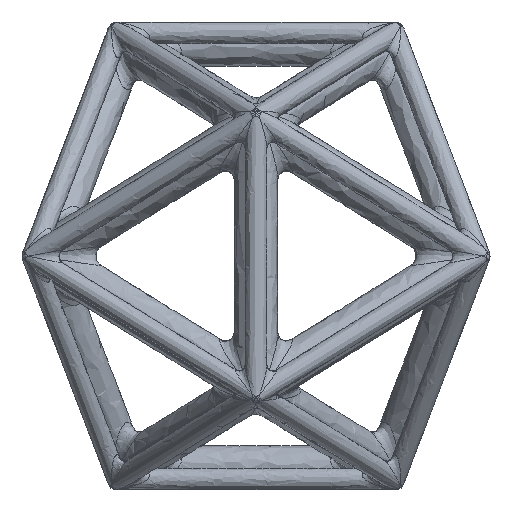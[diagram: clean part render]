
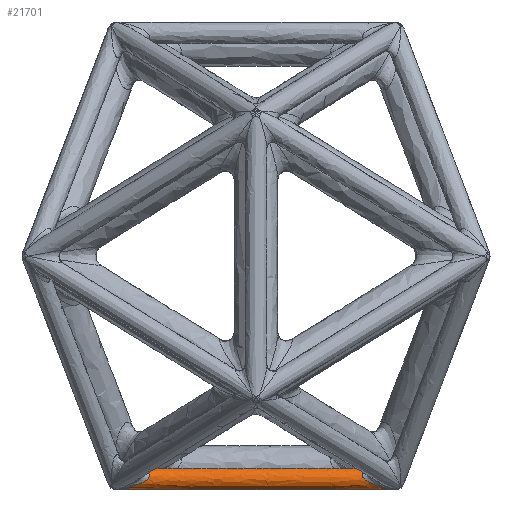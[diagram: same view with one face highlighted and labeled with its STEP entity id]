
A CAD part, front view. The second image highlights one B-rep face of the part: STEP entity #21701.
In plain terms, the highlighted free-form (B-spline) face has degree [2, 1] with [7, 2] control points.
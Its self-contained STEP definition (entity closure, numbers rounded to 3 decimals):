
#10551 = VERTEX_POINT('',#10552);
#10552 = CARTESIAN_POINT('',(139.72,0.,
    -233.304));
#10588 = VERTEX_POINT('',#10589);
#10589 = CARTESIAN_POINT('',(126.309,0.,
    -211.605));
#10626 = VERTEX_POINT('',#10627);
#10627 = CARTESIAN_POINT('',(137.484,3.871,
    -232.59));
#10635 = EDGE_CURVE('',#10626,#10588,#10636,.T.);
#10636 = ( BOUNDED_CURVE() B_SPLINE_CURVE(2,(#10637,#10638,#10639,#10640
,#10641),.UNSPECIFIED.,.F.,.F.) B_SPLINE_CURVE_WITH_KNOTS((3,2,3),(
    4.712,6.101,7.489),
.PIECEWISE_BEZIER_KNOTS.) CURVE() GEOMETRIC_REPRESENTATION_ITEM() 
RATIONAL_B_SPLINE_CURVE((1.,0.769,1.,0.769,1.)) 
REPRESENTATION_ITEM('') );
#10637 = CARTESIAN_POINT('',(137.484,3.871,
    -232.59));
#10638 = CARTESIAN_POINT('',(111.414,12.308,
    -229.368));
#10639 = CARTESIAN_POINT('',(106.684,10.67,
    -220.486));
#10640 = CARTESIAN_POINT('',(101.954,9.031,
    -211.605));
#10641 = CARTESIAN_POINT('',(126.309,0.,
    -211.605));
#10739 = EDGE_CURVE('',#10588,#10740,#10742,.T.);
#10740 = VERTEX_POINT('',#10741);
#10741 = CARTESIAN_POINT('',(137.484,-3.871,
    -232.59));
#10742 = ( BOUNDED_CURVE() B_SPLINE_CURVE(2,(#10743,#10744,#10745,#10746
,#10747),.UNSPECIFIED.,.F.,.F.) B_SPLINE_CURVE_WITH_KNOTS((3,2,3),(
    5.077,6.466,7.854),
.PIECEWISE_BEZIER_KNOTS.) CURVE() GEOMETRIC_REPRESENTATION_ITEM() 
RATIONAL_B_SPLINE_CURVE((1.,0.769,1.,0.769,1.)) 
REPRESENTATION_ITEM('') );
#10743 = CARTESIAN_POINT('',(126.309,0.,
    -211.605));
#10744 = CARTESIAN_POINT('',(101.954,-9.031,
    -211.605));
#10745 = CARTESIAN_POINT('',(106.684,-10.67,
    -220.486));
#10746 = CARTESIAN_POINT('',(111.414,-12.308,
    -229.368));
#10747 = CARTESIAN_POINT('',(137.484,-3.871,
    -232.59));
#11697 = EDGE_CURVE('',#10740,#10551,#11698,.T.);
#11698 = ( BOUNDED_CURVE() B_SPLINE_CURVE(2,(#11699,#11700,#11701),
.UNSPECIFIED.,.F.,.F.) B_SPLINE_CURVE_WITH_KNOTS((3,3),(4.712,
5.077),.PIECEWISE_BEZIER_KNOTS.) CURVE() 
GEOMETRIC_REPRESENTATION_ITEM() RATIONAL_B_SPLINE_CURVE((1.,
0.983,1.)) REPRESENTATION_ITEM('') );
#11699 = CARTESIAN_POINT('',(137.484,-3.871,
    -232.59));
#11700 = CARTESIAN_POINT('',(138.64,-2.002,
    -233.304));
#11701 = CARTESIAN_POINT('',(139.72,0.,
    -233.304));
#11736 = EDGE_CURVE('',#10551,#10626,#11737,.T.);
#11737 = ( BOUNDED_CURVE() B_SPLINE_CURVE(2,(#11738,#11739,#11740),
.UNSPECIFIED.,.F.,.F.) B_SPLINE_CURVE_WITH_KNOTS((3,3),(1.206,
1.571),.PIECEWISE_BEZIER_KNOTS.) CURVE() 
GEOMETRIC_REPRESENTATION_ITEM() RATIONAL_B_SPLINE_CURVE((1.,
0.983,1.)) REPRESENTATION_ITEM('') );
#11738 = CARTESIAN_POINT('',(139.72,0.,
    -233.304));
#11739 = CARTESIAN_POINT('',(138.64,2.002,
    -233.304));
#11740 = CARTESIAN_POINT('',(137.484,3.871,
    -232.59));
#15228 = VERTEX_POINT('',#15229);
#15229 = CARTESIAN_POINT('',(-126.309,0.,
    -211.605));
#15257 = VERTEX_POINT('',#15258);
#15258 = CARTESIAN_POINT('',(-139.72,0.,
    -233.304));
#15292 = VERTEX_POINT('',#15293);
#15293 = CARTESIAN_POINT('',(-137.484,-3.871,
    -232.59));
#15299 = EDGE_CURVE('',#15257,#15292,#15300,.T.);
#15300 = ( BOUNDED_CURVE() B_SPLINE_CURVE(2,(#15301,#15302,#15303),
.UNSPECIFIED.,.F.,.F.) B_SPLINE_CURVE_WITH_KNOTS((3,3),(1.206,
1.571),.PIECEWISE_BEZIER_KNOTS.) CURVE() 
GEOMETRIC_REPRESENTATION_ITEM() RATIONAL_B_SPLINE_CURVE((1.,
0.983,1.)) REPRESENTATION_ITEM('') );
#15301 = CARTESIAN_POINT('',(-139.72,0.,
    -233.304));
#15302 = CARTESIAN_POINT('',(-138.64,-2.002,
    -233.304));
#15303 = CARTESIAN_POINT('',(-137.484,-3.871,
    -232.59));
#16151 = EDGE_CURVE('',#16152,#15257,#16154,.T.);
#16152 = VERTEX_POINT('',#16153);
#16153 = CARTESIAN_POINT('',(-137.484,3.871,
    -232.59));
#16154 = ( BOUNDED_CURVE() B_SPLINE_CURVE(2,(#16155,#16156,#16157),
.UNSPECIFIED.,.F.,.F.) B_SPLINE_CURVE_WITH_KNOTS((3,3),(4.712,
5.077),.PIECEWISE_BEZIER_KNOTS.) CURVE() 
GEOMETRIC_REPRESENTATION_ITEM() RATIONAL_B_SPLINE_CURVE((1.,
0.983,1.)) REPRESENTATION_ITEM('') );
#16155 = CARTESIAN_POINT('',(-137.484,3.871,
    -232.59));
#16156 = CARTESIAN_POINT('',(-138.64,2.002,
    -233.304));
#16157 = CARTESIAN_POINT('',(-139.72,0.,
    -233.304));
#16187 = EDGE_CURVE('',#15228,#16152,#16188,.T.);
#16188 = ( BOUNDED_CURVE() B_SPLINE_CURVE(2,(#16189,#16190,#16191,#16192
,#16193),.UNSPECIFIED.,.F.,.F.) B_SPLINE_CURVE_WITH_KNOTS((3,2,3),(
    5.077,6.466,7.854),
.PIECEWISE_BEZIER_KNOTS.) CURVE() GEOMETRIC_REPRESENTATION_ITEM() 
RATIONAL_B_SPLINE_CURVE((1.,0.769,1.,0.769,1.)) 
REPRESENTATION_ITEM('') );
#16189 = CARTESIAN_POINT('',(-126.309,0.,
    -211.605));
#16190 = CARTESIAN_POINT('',(-101.954,9.031,
    -211.605));
#16191 = CARTESIAN_POINT('',(-106.684,10.67,
    -220.486));
#16192 = CARTESIAN_POINT('',(-111.414,12.308,
    -229.368));
#16193 = CARTESIAN_POINT('',(-137.484,3.871,
    -232.59));
#16307 = EDGE_CURVE('',#15292,#15228,#16308,.T.);
#16308 = ( BOUNDED_CURVE() B_SPLINE_CURVE(2,(#16309,#16310,#16311,#16312
,#16313),.UNSPECIFIED.,.F.,.F.) B_SPLINE_CURVE_WITH_KNOTS((3,2,3),(
    4.712,6.101,7.489),
.PIECEWISE_BEZIER_KNOTS.) CURVE() GEOMETRIC_REPRESENTATION_ITEM() 
RATIONAL_B_SPLINE_CURVE((1.,0.769,1.,0.769,1.)) 
REPRESENTATION_ITEM('') );
#16309 = CARTESIAN_POINT('',(-137.484,-3.871,
    -232.59));
#16310 = CARTESIAN_POINT('',(-111.414,-12.308,
    -229.368));
#16311 = CARTESIAN_POINT('',(-106.684,-10.67,
    -220.486));
#16312 = CARTESIAN_POINT('',(-101.954,-9.031,
    -211.605));
#16313 = CARTESIAN_POINT('',(-126.309,0.,
    -211.605));
#21701 = ADVANCED_FACE('',(#21702),#21718,.T.);
#21702 = FACE_BOUND('',#21703,.T.);
#21703 = EDGE_LOOP('',(#21704,#21705,#21710,#21711,#21712,#21713,#21714,
    #21715,#21716,#21717));
#21704 = ORIENTED_EDGE('',*,*,#11736,.F.);
#21705 = ORIENTED_EDGE('',*,*,#21706,.F.);
#21706 = EDGE_CURVE('',#15257,#10551,#21707,.T.);
#21707 = B_SPLINE_CURVE_WITH_KNOTS('',1,(#21708,#21709),.UNSPECIFIED.,
  .F.,.F.,(2,2),(-96.583,96.583),
  .PIECEWISE_BEZIER_KNOTS.);
#21708 = CARTESIAN_POINT('',(-139.72,0.,
    -233.304));
#21709 = CARTESIAN_POINT('',(139.72,0.,
    -233.304));
#21710 = ORIENTED_EDGE('',*,*,#16151,.F.);
#21711 = ORIENTED_EDGE('',*,*,#16187,.F.);
#21712 = ORIENTED_EDGE('',*,*,#16307,.F.);
#21713 = ORIENTED_EDGE('',*,*,#15299,.F.);
#21714 = ORIENTED_EDGE('',*,*,#21706,.T.);
#21715 = ORIENTED_EDGE('',*,*,#11697,.F.);
#21716 = ORIENTED_EDGE('',*,*,#10739,.F.);
#21717 = ORIENTED_EDGE('',*,*,#10635,.F.);
#21718 = ( BOUNDED_SURFACE() B_SPLINE_SURFACE(2,1,(
    (#21719,#21720)
    ,(#21721,#21722)
    ,(#21723,#21724)
    ,(#21725,#21726)
    ,(#21727,#21728)
    ,(#21729,#21730)
    ,(#21731,#21732
)),.UNSPECIFIED.,.T.,.F.,.F.) B_SPLINE_SURFACE_WITH_KNOTS((1,2,2,2,2,1),
  (2,2),(-2.094,0.,2.094,4.189,6.283,
    8.378),(-96.583,96.583),.UNSPECIFIED.) 
GEOMETRIC_REPRESENTATION_ITEM() RATIONAL_B_SPLINE_SURFACE((
    (1.,1.)
    ,(0.5,0.5)
    ,(1.,1.)
    ,(0.5,0.5)
    ,(1.,1.)
    ,(0.5,0.5)
,(1.,1.))) REPRESENTATION_ITEM('') SURFACE() );
#21719 = CARTESIAN_POINT('',(-139.72,0.,
    -233.304));
#21720 = CARTESIAN_POINT('',(139.72,0.,
    -233.304));
#21721 = CARTESIAN_POINT('',(-139.72,18.792,
    -233.304));
#21722 = CARTESIAN_POINT('',(139.72,18.792,
    -233.304));
#21723 = CARTESIAN_POINT('',(-139.72,9.396,
    -217.03));
#21724 = CARTESIAN_POINT('',(139.72,9.396,
    -217.03));
#21725 = CARTESIAN_POINT('',(-139.72,0.,
    -200.755));
#21726 = CARTESIAN_POINT('',(139.72,0.,
    -200.755));
#21727 = CARTESIAN_POINT('',(-139.72,-9.396,
    -217.03));
#21728 = CARTESIAN_POINT('',(139.72,-9.396,
    -217.03));
#21729 = CARTESIAN_POINT('',(-139.72,-18.792,
    -233.304));
#21730 = CARTESIAN_POINT('',(139.72,-18.792,
    -233.304));
#21731 = CARTESIAN_POINT('',(-139.72,0.,
    -233.304));
#21732 = CARTESIAN_POINT('',(139.72,0.,
    -233.304));
